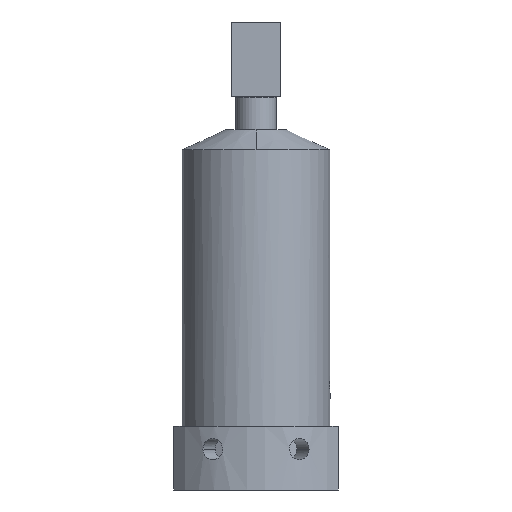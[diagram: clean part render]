
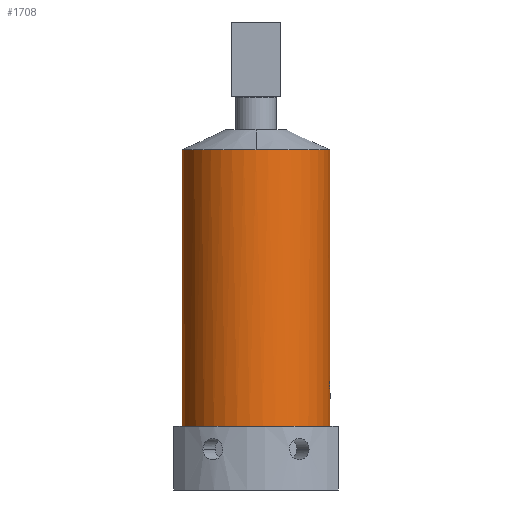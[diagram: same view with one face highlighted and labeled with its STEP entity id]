
A CAD part, left-side view. The second image highlights one B-rep face of the part: STEP entity #1708.
In plain terms, the highlighted cylindrical face has radius 28.575 mm (diameter 57.15 mm), a partial arc.
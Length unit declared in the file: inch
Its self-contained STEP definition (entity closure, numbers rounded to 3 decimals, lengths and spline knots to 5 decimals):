
#170=CARTESIAN_POINT('',(0.,0.,5.17));
#171=DIRECTION('',(0.,0.,1.));
#172=DIRECTION('',(-1.,0.,0.));
#173=AXIS2_PLACEMENT_3D('',#170,#171,#172);
#178=CARTESIAN_POINT('',(0.,0.,5.17));
#179=DIRECTION('',(0.,0.,1.));
#180=DIRECTION('',(0.092,-0.996,0.));
#181=AXIS2_PLACEMENT_3D('',#178,#179,#180);
#186=DIRECTION('',(0.,0.,1.));
#187=VECTOR('',#186,3.48892);
#188=CARTESIAN_POINT('',(0.104,-1.12018,1.68108));
#189=LINE('',#188,#187);
#200=CARTESIAN_POINT('',(0.104,-1.12018,5.17));
#210=CARTESIAN_POINT('',(0.,0.,0.97));
#211=DIRECTION('',(0.,0.,-1.));
#212=DIRECTION('',(0.092,0.996,0.));
#213=AXIS2_PLACEMENT_3D('',#210,#211,#212);
#644=CARTESIAN_POINT('',(-0.104,1.12018,5.17));
#654=DIRECTION('',(0.,0.,1.));
#655=VECTOR('',#654,4.2);
#656=CARTESIAN_POINT('',(-0.104,1.12018,0.97));
#657=LINE('',#656,#655);
#677=DIRECTION('',(0.,0.,1.));
#678=VECTOR('',#677,4.2);
#679=CARTESIAN_POINT('',(0.104,1.12018,0.97));
#680=LINE('',#679,#678);
#689=CARTESIAN_POINT('',(0.104,1.12018,5.17));
#708=CARTESIAN_POINT('',(0.,0.,5.17));
#709=DIRECTION('',(0.,0.,1.));
#710=DIRECTION('',(1.,0.,0.));
#711=AXIS2_PLACEMENT_3D('',#708,#709,#710);
#730=CARTESIAN_POINT('',(0.,0.,5.17));
#731=DIRECTION('',(0.,0.,1.));
#732=DIRECTION('',(-0.092,0.996,0.));
#733=AXIS2_PLACEMENT_3D('',#730,#731,#732);
#952=DIRECTION('',(0.,0.,1.));
#953=VECTOR('',#952,3.48892);
#954=CARTESIAN_POINT('',(-0.104,-1.12018,1.68108));
#955=LINE('',#954,#953);
#964=CARTESIAN_POINT('',(-0.104,-1.12018,5.17));
#1016=CARTESIAN_POINT('',(0.104,-1.12018,1.68108));
#1017=CARTESIAN_POINT('',(0.10966,-1.11966,
1.67424));
#1018=CARTESIAN_POINT('',(0.11961,-1.11865,
1.65945));
#1019=CARTESIAN_POINT('',(0.1299,-1.11748,
1.63483));
#1020=CARTESIAN_POINT('',(0.13517,-1.11685,
1.60874));
#1021=CARTESIAN_POINT('',(0.13526,-1.11684,
1.58214));
#1022=CARTESIAN_POINT('',(0.13015,-1.11745,
1.556));
#1023=CARTESIAN_POINT('',(0.12003,-1.1186,
1.53131));
#1024=CARTESIAN_POINT('',(0.10522,-1.12011,
1.50903));
#1025=CARTESIAN_POINT('',(0.08632,-1.12175,
1.49006));
#1026=CARTESIAN_POINT('',(0.06409,-1.12326,
1.47519));
#1027=CARTESIAN_POINT('',(0.03943,-1.12441,
1.46498));
#1028=CARTESIAN_POINT('',(0.01331,-1.12503,
1.45979));
#1029=CARTESIAN_POINT('',(-0.01329,-1.12503,1.45978));
#1030=CARTESIAN_POINT('',(-0.03941,-1.12441,
1.46497));
#1031=CARTESIAN_POINT('',(-0.06407,-1.12326,
1.47518));
#1032=CARTESIAN_POINT('',(-0.08631,-1.12175,
1.49005));
#1033=CARTESIAN_POINT('',(-0.10521,-1.12011,
1.50901));
#1034=CARTESIAN_POINT('',(-0.12001,-1.1186,
1.53129));
#1035=CARTESIAN_POINT('',(-0.13015,-1.11745,
1.55598));
#1036=CARTESIAN_POINT('',(-0.13526,-1.11684,
1.58211));
#1037=CARTESIAN_POINT('',(-0.13517,-1.11685,
1.60872));
#1038=CARTESIAN_POINT('',(-0.12991,-1.11748,
1.63482));
#1039=CARTESIAN_POINT('',(-0.11962,-1.11865,
1.65945));
#1040=CARTESIAN_POINT('',(-0.10966,-1.11966,
1.67423));
#1041=CARTESIAN_POINT('',(-0.104,-1.12018,1.68108));
#1409=CARTESIAN_POINT('',(-1.125,0.,5.17));
#1410=VERTEX_POINT('',#1409);
#1411=CARTESIAN_POINT('',(1.125,0.,5.17));
#1412=VERTEX_POINT('',#1411);
#1481=VERTEX_POINT('',#200);
#1488=VERTEX_POINT('',#964);
#1493=CARTESIAN_POINT('',(0.104,-1.12018,1.68108));
#1494=VERTEX_POINT('',#1493);
#1503=CARTESIAN_POINT('',(-0.104,-1.12018,1.68108));
#1504=VERTEX_POINT('',#1503);
#1506=CARTESIAN_POINT('',(-0.104,1.12018,0.97));
#1508=VERTEX_POINT('',#1506);
#1510=CARTESIAN_POINT('',(0.104,1.12018,0.97));
#1512=VERTEX_POINT('',#1510);
#1513=VERTEX_POINT('',#644);
#1520=VERTEX_POINT('',#689);
#1684=CARTESIAN_POINT('',(0.,0.,5.47));
#1685=DIRECTION('',(0.,0.,1.));
#1686=DIRECTION('',(1.,0.,0.));
#1687=AXIS2_PLACEMENT_3D('',#1684,#1685,#1686);
#1688=CYLINDRICAL_SURFACE('',#1687,1.125);
#1690=ORIENTED_EDGE('',*,*,#1689,.T.);
#1692=ORIENTED_EDGE('',*,*,#1691,.T.);
#1694=ORIENTED_EDGE('',*,*,#1693,.T.);
#1695=ORIENTED_EDGE('',*,*,#1657,.T.);
#1697=ORIENTED_EDGE('',*,*,#1696,.F.);
#1699=ORIENTED_EDGE('',*,*,#1698,.F.);
#1700=ORIENTED_EDGE('',*,*,#1674,.T.);
#1701=ORIENTED_EDGE('',*,*,#1664,.T.);
#1703=ORIENTED_EDGE('',*,*,#1702,.T.);
#1705=ORIENTED_EDGE('',*,*,#1704,.F.);
#1706=EDGE_LOOP('',(#1690,#1692,#1694,#1695,#1697,#1699,#1700,#1701,#1703,
#1705));
#1707=FACE_OUTER_BOUND('',#1706,.F.);
#1708=ADVANCED_FACE('',(#1707),#1688,.T.);
#174=CIRCLE('',#173,1.125);
#182=CIRCLE('',#181,1.125);
#214=CIRCLE('',#213,1.125);
#712=CIRCLE('',#711,1.125);
#734=CIRCLE('',#733,1.125);
#1042=B_SPLINE_CURVE_WITH_KNOTS('',3,(#1016,#1017,#1018,#1019,#1020,#1021,#1022,
#1023,#1024,#1025,#1026,#1027,#1028,#1029,#1030,#1031,#1032,#1033,#1034,#1035,
#1036,#1037,#1038,#1039,#1040,#1041),.UNSPECIFIED.,.F.,.F.,(4,1,1,1,1,1,1,1,1,1,
1,1,1,1,1,1,1,1,1,1,1,1,1,4),(0.,0.04348,0.08696,
0.13043,0.17391,0.21739,0.26087,
0.30435,0.34783,0.3913,0.43478,
0.47826,0.52174,0.56522,0.6087,
0.65217,0.69565,0.73913,0.78261,
0.82609,0.86957,0.91304,0.95652,1.),
.UNSPECIFIED.);
#1657=EDGE_CURVE('',#1410,#1488,#174,.T.);
#1664=EDGE_CURVE('',#1481,#1412,#182,.T.);
#1674=EDGE_CURVE('',#1494,#1481,#189,.T.);
#1689=EDGE_CURVE('',#1512,#1508,#214,.T.);
#1691=EDGE_CURVE('',#1508,#1513,#657,.T.);
#1693=EDGE_CURVE('',#1513,#1410,#734,.T.);
#1696=EDGE_CURVE('',#1504,#1488,#955,.T.);
#1698=EDGE_CURVE('',#1494,#1504,#1042,.T.);
#1702=EDGE_CURVE('',#1412,#1520,#712,.T.);
#1704=EDGE_CURVE('',#1512,#1520,#680,.T.);
